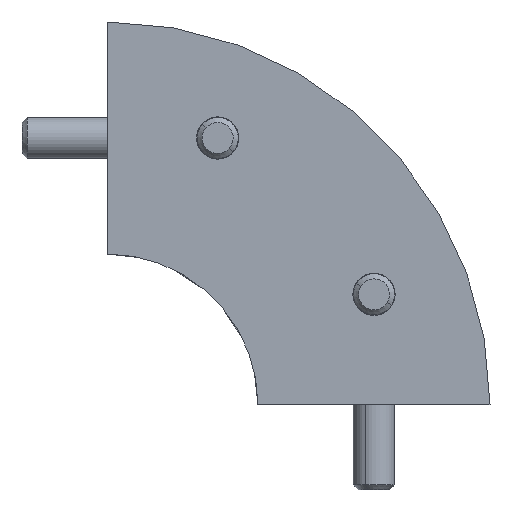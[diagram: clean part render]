
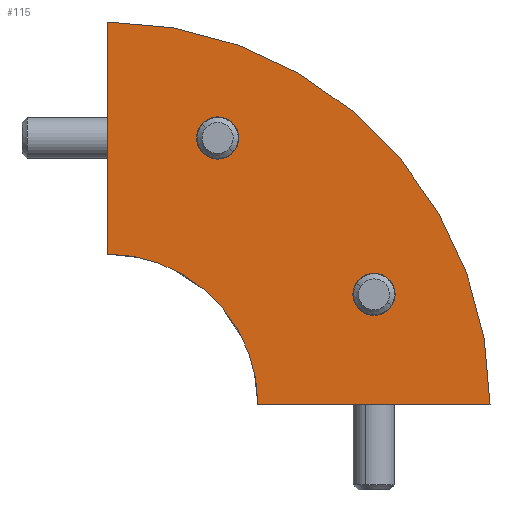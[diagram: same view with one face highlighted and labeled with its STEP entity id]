
A CAD part, front view. The second image highlights one B-rep face of the part: STEP entity #115.
In plain terms, the highlighted planar face has unit normal (0, -1, 0).
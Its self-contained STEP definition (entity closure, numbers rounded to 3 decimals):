
#5 = AXIS2_PLACEMENT_3D ( 'NONE', #192, #1878, #2102 ) ;
#17 = CARTESIAN_POINT ( 'NONE',  ( 21.443, 0., 51.75 ) ) ;
#37 = ORIENTED_EDGE ( 'NONE', *, *, #929, .F. ) ;
#39 = CARTESIAN_POINT ( 'NONE',  ( 0., 0., 0. ) ) ;
#101 = CARTESIAN_POINT ( 'NONE',  ( 21.443, 0., 55.85 ) ) ;
#115 = ADVANCED_FACE ( 'NONE', ( #1460, #659, #1535 ), #645, .F. ) ;
#122 = ORIENTED_EDGE ( 'NONE', *, *, #1125, .F. ) ;
#138 = AXIS2_PLACEMENT_3D ( 'NONE', #2062, #853, #360 ) ;
#172 = CIRCLE ( 'NONE', #325, 74.25 ) ;
#192 = CARTESIAN_POINT ( 'NONE',  ( 0., 0., 29.25 ) ) ;
#228 = VERTEX_POINT ( 'NONE', #1699 ) ;
#271 = VERTEX_POINT ( 'NONE', #1223 ) ;
#285 = DIRECTION ( 'NONE',  ( 0., 1., 0. ) ) ;
#325 = AXIS2_PLACEMENT_3D ( 'NONE', #2816, #1380, #3052 ) ;
#360 = DIRECTION ( 'NONE',  ( 0., 0., -1. ) ) ;
#410 = LINE ( 'NONE', #2107, #2663 ) ;
#434 = CIRCLE ( 'NONE', #2952, 4.1 ) ;
#456 = EDGE_CURVE ( 'NONE', #271, #1740, #1271, .T. ) ;
#528 = VERTEX_POINT ( 'NONE', #101 ) ;
#568 = CIRCLE ( 'NONE', #138, 4.1 ) ;
#645 = PLANE ( 'NONE',  #5 ) ;
#659 = FACE_BOUND ( 'NONE', #2514, .T. ) ;
#786 = EDGE_CURVE ( 'NONE', #228, #528, #2980, .T. ) ;
#788 = CARTESIAN_POINT ( 'NONE',  ( 21.443, 0., 51.75 ) ) ;
#809 = CARTESIAN_POINT ( 'NONE',  ( 29.25, 0., 0. ) ) ;
#840 = ORIENTED_EDGE ( 'NONE', *, *, #786, .F. ) ;
#848 = VECTOR ( 'NONE', #2471, 1000. ) ;
#853 = DIRECTION ( 'NONE',  ( 0., -1., 0. ) ) ;
#868 = ORIENTED_EDGE ( 'NONE', *, *, #1257, .T. ) ;
#888 = AXIS2_PLACEMENT_3D ( 'NONE', #1293, #1561, #2729 ) ;
#929 = EDGE_CURVE ( 'NONE', #528, #228, #434, .T. ) ;
#933 = CIRCLE ( 'NONE', #1170, 29.25 ) ;
#1019 = CARTESIAN_POINT ( 'NONE',  ( 0., 0., 74.25 ) ) ;
#1093 = VERTEX_POINT ( 'NONE', #1828 ) ;
#1125 = EDGE_CURVE ( 'NONE', #3044, #1093, #172, .T. ) ;
#1170 = AXIS2_PLACEMENT_3D ( 'NONE', #39, #285, #1969 ) ;
#1223 = CARTESIAN_POINT ( 'NONE',  ( 51.75, 0., 25.543 ) ) ;
#1257 = EDGE_CURVE ( 'NONE', #2301, #3072, #933, .T. ) ;
#1265 = DIRECTION ( 'NONE',  ( 0., -1., 0. ) ) ;
#1271 = CIRCLE ( 'NONE', #888, 4.1 ) ;
#1293 = CARTESIAN_POINT ( 'NONE',  ( 51.75, 0., 21.443 ) ) ;
#1380 = DIRECTION ( 'NONE',  ( 0., 1., 0. ) ) ;
#1428 = EDGE_CURVE ( 'NONE', #2301, #3044, #2427, .T. ) ;
#1460 = FACE_BOUND ( 'NONE', #2740, .T. ) ;
#1535 = FACE_OUTER_BOUND ( 'NONE', #1805, .T. ) ;
#1561 = DIRECTION ( 'NONE',  ( 0., -1., 0. ) ) ;
#1590 = EDGE_CURVE ( 'NONE', #1740, #271, #568, .T. ) ;
#1699 = CARTESIAN_POINT ( 'NONE',  ( 21.443, 0., 47.65 ) ) ;
#1713 = DIRECTION ( 'NONE',  ( 0., -1., 0. ) ) ;
#1740 = VERTEX_POINT ( 'NONE', #3056 ) ;
#1741 = CARTESIAN_POINT ( 'NONE',  ( 0., 0., 29.25 ) ) ;
#1748 = DIRECTION ( 'NONE',  ( 0., 0., -1. ) ) ;
#1805 = EDGE_LOOP ( 'NONE', ( #2897, #868, #1961, #122 ) ) ;
#1828 = CARTESIAN_POINT ( 'NONE',  ( 74.25, 0., 0. ) ) ;
#1878 = DIRECTION ( 'NONE',  ( 0., 1., 0. ) ) ;
#1961 = ORIENTED_EDGE ( 'NONE', *, *, #2289, .T. ) ;
#1969 = DIRECTION ( 'NONE',  ( 0., 0., 1. ) ) ;
#2062 = CARTESIAN_POINT ( 'NONE',  ( 51.75, 0., 21.443 ) ) ;
#2102 = DIRECTION ( 'NONE',  ( 0., 0., 1. ) ) ;
#2107 = CARTESIAN_POINT ( 'NONE',  ( 29.25, 0., 0. ) ) ;
#2160 = AXIS2_PLACEMENT_3D ( 'NONE', #788, #1713, #1748 ) ;
#2289 = EDGE_CURVE ( 'NONE', #3072, #1093, #410, .T. ) ;
#2301 = VERTEX_POINT ( 'NONE', #2613 ) ;
#2427 = LINE ( 'NONE', #1741, #848 ) ;
#2471 = DIRECTION ( 'NONE',  ( 0., 0., 1. ) ) ;
#2514 = EDGE_LOOP ( 'NONE', ( #3079, #2785 ) ) ;
#2613 = CARTESIAN_POINT ( 'NONE',  ( 0., 0., 29.25 ) ) ;
#2663 = VECTOR ( 'NONE', #2838, 1000. ) ;
#2729 = DIRECTION ( 'NONE',  ( 0., 0., -1. ) ) ;
#2740 = EDGE_LOOP ( 'NONE', ( #840, #37 ) ) ;
#2785 = ORIENTED_EDGE ( 'NONE', *, *, #456, .F. ) ;
#2816 = CARTESIAN_POINT ( 'NONE',  ( 0., 0., 0. ) ) ;
#2838 = DIRECTION ( 'NONE',  ( 1., 0., 0. ) ) ;
#2897 = ORIENTED_EDGE ( 'NONE', *, *, #1428, .F. ) ;
#2935 = DIRECTION ( 'NONE',  ( 0., 0., -1. ) ) ;
#2952 = AXIS2_PLACEMENT_3D ( 'NONE', #17, #1265, #2935 ) ;
#2980 = CIRCLE ( 'NONE', #2160, 4.1 ) ;
#3044 = VERTEX_POINT ( 'NONE', #1019 ) ;
#3052 = DIRECTION ( 'NONE',  ( 0., 0., 1. ) ) ;
#3056 = CARTESIAN_POINT ( 'NONE',  ( 51.75, 0., 17.343 ) ) ;
#3072 = VERTEX_POINT ( 'NONE', #809 ) ;
#3079 = ORIENTED_EDGE ( 'NONE', *, *, #1590, .F. ) ;
